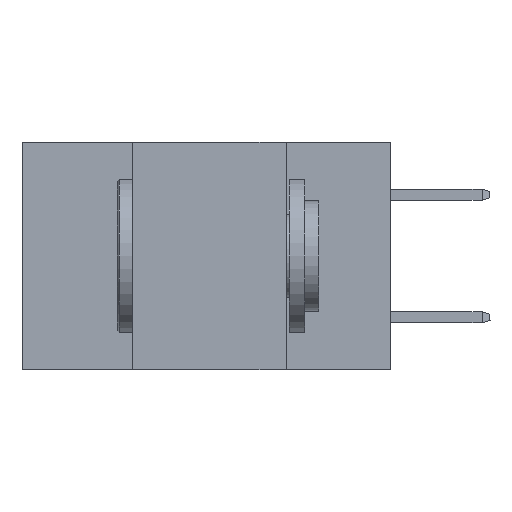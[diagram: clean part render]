
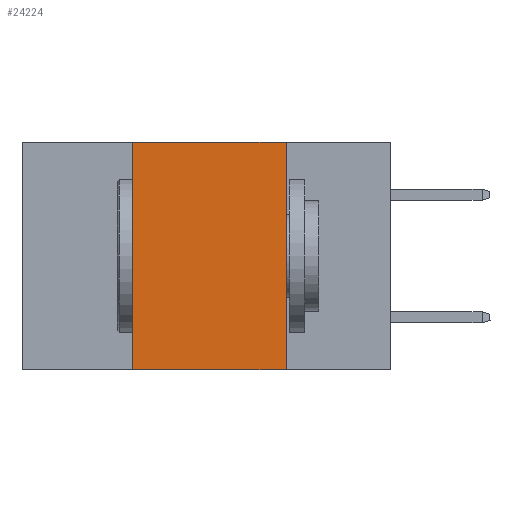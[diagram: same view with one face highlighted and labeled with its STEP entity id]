
A CAD part, left-side view. The second image highlights one B-rep face of the part: STEP entity #24224.
In plain terms, the highlighted planar face has unit normal (-1, 0, 0).
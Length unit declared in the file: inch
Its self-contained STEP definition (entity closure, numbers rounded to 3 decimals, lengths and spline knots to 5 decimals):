
#847 = LINE ( 'NONE', #19581, #6311 ) ;
#1587 = ORIENTED_EDGE ( 'NONE', *, *, #19929, .F. ) ;
#1794 = DIRECTION ( 'NONE',  ( 1., 0., 0. ) ) ;
#3061 = VECTOR ( 'NONE', #23152, 39.37008 ) ;
#3697 = LINE ( 'NONE', #21511, #3061 ) ;
#4383 = CARTESIAN_POINT ( 'NONE',  ( 0., 0.42, 0. ) ) ;
#4511 = EDGE_CURVE ( 'NONE', #14233, #12055, #3697, .T. ) ;
#6106 = PLANE ( 'NONE',  #15529 ) ;
#6311 = VECTOR ( 'NONE', #9346, 39.37008 ) ;
#7794 = CARTESIAN_POINT ( 'NONE',  ( 0., 0.17, 0. ) ) ;
#8232 = DIRECTION ( 'NONE',  ( 0., 0., -1. ) ) ;
#9193 = ORIENTED_EDGE ( 'NONE', *, *, #23558, .F. ) ;
#9346 = DIRECTION ( 'NONE',  ( 0., -1., 0. ) ) ;
#9397 = CARTESIAN_POINT ( 'NONE',  ( 0., 0.17, 0. ) ) ;
#9644 = EDGE_LOOP ( 'NONE', ( #9193, #26535, #1587, #25580 ) ) ;
#10123 = CARTESIAN_POINT ( 'NONE',  ( 0., 0.17, -0.37 ) ) ;
#10611 = VERTEX_POINT ( 'NONE', #22757 ) ;
#10700 = LINE ( 'NONE', #4383, #20969 ) ;
#12055 = VERTEX_POINT ( 'NONE', #10123 ) ;
#14233 = VERTEX_POINT ( 'NONE', #18317 ) ;
#14273 = LINE ( 'NONE', #7794, #17586 ) ;
#15529 = AXIS2_PLACEMENT_3D ( 'NONE', #20265, #1794, #8232 ) ;
#15590 = EDGE_CURVE ( 'NONE', #10611, #21655, #847, .T. ) ;
#17586 = VECTOR ( 'NONE', #24323, 39.37008 ) ;
#18317 = CARTESIAN_POINT ( 'NONE',  ( 0., 0.42, -0.37 ) ) ;
#19581 = CARTESIAN_POINT ( 'NONE',  ( 0., 0.6, 0. ) ) ;
#19929 = EDGE_CURVE ( 'NONE', #14233, #10611, #10700, .T. ) ;
#20265 = CARTESIAN_POINT ( 'NONE',  ( 0., 0.6, 0. ) ) ;
#20969 = VECTOR ( 'NONE', #23021, 39.37008 ) ;
#21511 = CARTESIAN_POINT ( 'NONE',  ( 0., 0.6, -0.37 ) ) ;
#21655 = VERTEX_POINT ( 'NONE', #9397 ) ;
#22757 = CARTESIAN_POINT ( 'NONE',  ( 0., 0.42, 0. ) ) ;
#23021 = DIRECTION ( 'NONE',  ( 0., 0., 1. ) ) ;
#23152 = DIRECTION ( 'NONE',  ( 0., -1., 0. ) ) ;
#23558 = EDGE_CURVE ( 'NONE', #21655, #12055, #14273, .T. ) ;
#23662 = FACE_OUTER_BOUND ( 'NONE', #9644, .T. ) ;
#24224 = ADVANCED_FACE ( 'NONE', ( #23662 ), #6106, .F. ) ;
#24323 = DIRECTION ( 'NONE',  ( 0., 0., -1. ) ) ;
#25580 = ORIENTED_EDGE ( 'NONE', *, *, #4511, .T. ) ;
#26535 = ORIENTED_EDGE ( 'NONE', *, *, #15590, .F. ) ;
